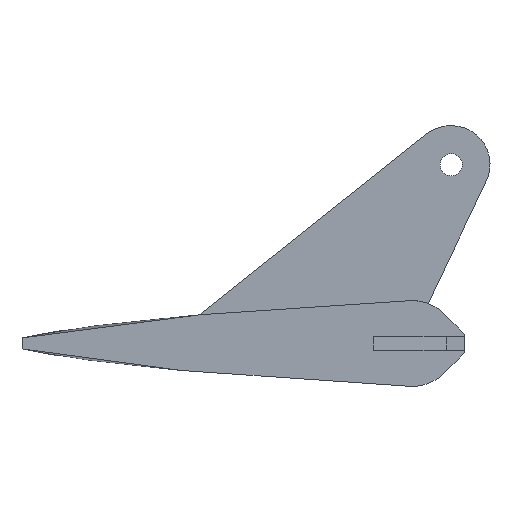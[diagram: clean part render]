
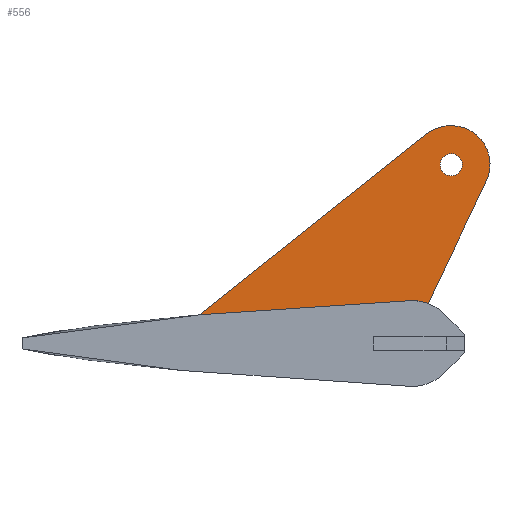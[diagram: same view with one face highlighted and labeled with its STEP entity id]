
A CAD part, left-side view. The second image highlights one B-rep face of the part: STEP entity #556.
In plain terms, the highlighted planar face has unit normal (-1, 0, 0).
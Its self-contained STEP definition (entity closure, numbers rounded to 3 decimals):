
#19=CIRCLE('',#593,1.);
#20=CIRCLE('',#596,3.514);
#23=FACE_BOUND('',#90,.T.);
#58=FACE_OUTER_BOUND('',#89,.T.);
#89=EDGE_LOOP('',(#498,#499,#500,#501,#502,#503));
#90=EDGE_LOOP('',(#504));
#142=LINE('',#1203,#198);
#145=LINE('',#1210,#201);
#146=LINE('',#1212,#202);
#198=VECTOR('',#701,10.);
#201=VECTOR('',#710,10.);
#202=VECTOR('',#713,10.);
#212=B_SPLINE_CURVE_WITH_KNOTS('',3,(#1078,#1079,#1080,#1081),
 .UNSPECIFIED.,.F.,.F.,(4,4),(-1.909,-0.05),
 .UNSPECIFIED.);
#218=B_SPLINE_CURVE_WITH_KNOTS('',3,(#1190,#1191,#1192,#1193),
 .UNSPECIFIED.,.F.,.F.,(4,4),(0.,0.164),.UNSPECIFIED.);
#244=VERTEX_POINT('',#1072);
#245=VERTEX_POINT('',#1077);
#266=VERTEX_POINT('',#1185);
#267=VERTEX_POINT('',#1196);
#268=VERTEX_POINT('',#1200);
#269=VERTEX_POINT('',#1202);
#270=VERTEX_POINT('',#1206);
#303=EDGE_CURVE('',#244,#245,#212,.T.);
#339=EDGE_CURVE('',#266,#244,#218,.F.);
#340=EDGE_CURVE('',#267,#267,#19,.T.);
#343=EDGE_CURVE('',#269,#268,#142,.T.);
#345=EDGE_CURVE('',#270,#269,#20,.T.);
#347=EDGE_CURVE('',#266,#270,#145,.T.);
#348=EDGE_CURVE('',#268,#245,#146,.T.);
#498=ORIENTED_EDGE('',*,*,#348,.T.);
#499=ORIENTED_EDGE('',*,*,#303,.F.);
#500=ORIENTED_EDGE('',*,*,#339,.F.);
#501=ORIENTED_EDGE('',*,*,#347,.T.);
#502=ORIENTED_EDGE('',*,*,#345,.T.);
#503=ORIENTED_EDGE('',*,*,#343,.T.);
#504=ORIENTED_EDGE('',*,*,#340,.T.);
#527=PLANE('',#599);
#556=ADVANCED_FACE('',(#58,#23),#527,.F.);
#593=AXIS2_PLACEMENT_3D('',#1197,#695,#696);
#596=AXIS2_PLACEMENT_3D('',#1207,#705,#706);
#599=AXIS2_PLACEMENT_3D('',#1213,#714,#715);
#695=DIRECTION('center_axis',(1.,0.,0.));
#696=DIRECTION('ref_axis',(0.,1.,0.));
#701=DIRECTION('',(0.,0.892,-0.452));
#705=DIRECTION('center_axis',(-1.,0.,0.));
#706=DIRECTION('ref_axis',(0.,0.453,0.892));
#710=DIRECTION('',(0.,-0.428,0.904));
#713=DIRECTION('',(0.,0.782,-0.623));
#714=DIRECTION('center_axis',(1.,0.,0.));
#715=DIRECTION('ref_axis',(0.,0.,-1.));
#1072=CARTESIAN_POINT('',(127.6,432.856,7.877));
#1077=CARTESIAN_POINT('',(127.6,451.978,6.595));
#1078=CARTESIAN_POINT('Ctrl Pts',(127.6,432.856,7.877));
#1079=CARTESIAN_POINT('Ctrl Pts',(127.6,439.995,7.583));
#1080=CARTESIAN_POINT('Ctrl Pts',(127.6,445.826,7.157));
#1081=CARTESIAN_POINT('Ctrl Pts',(127.6,451.978,6.595));
#1185=CARTESIAN_POINT('',(127.6,431.257,7.614));
#1190=CARTESIAN_POINT('Ctrl Pts',(127.6,432.856,7.877));
#1191=CARTESIAN_POINT('Ctrl Pts',(127.6,432.313,7.899));
#1192=CARTESIAN_POINT('Ctrl Pts',(127.6,431.766,7.805));
#1193=CARTESIAN_POINT('Ctrl Pts',(127.6,431.259,7.61));
#1196=CARTESIAN_POINT('',(127.6,428.178,20.171));
#1197=CARTESIAN_POINT('Origin',(127.6,429.178,20.171));
#1200=CARTESIAN_POINT('',(127.6,431.352,23.036));
#1202=CARTESIAN_POINT('',(127.6,430.776,23.327));
#1203=CARTESIAN_POINT('',(127.6,435.915,20.725));
#1206=CARTESIAN_POINT('',(127.6,426.079,18.553));
#1207=CARTESIAN_POINT('Origin',(127.6,429.186,20.194));
#1210=CARTESIAN_POINT('',(127.6,427.903,14.699));
#1212=CARTESIAN_POINT('',(127.6,445.871,11.462));
#1213=CARTESIAN_POINT('Origin',(127.6,438.825,15.151));
